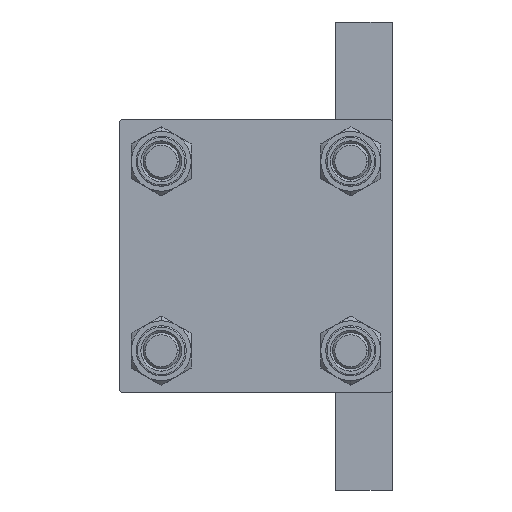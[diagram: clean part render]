
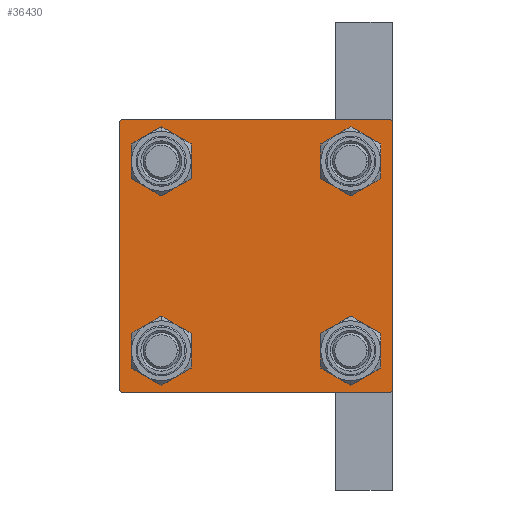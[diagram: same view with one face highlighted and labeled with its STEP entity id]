
A CAD part, left-side view. The second image highlights one B-rep face of the part: STEP entity #36430.
In plain terms, the highlighted planar face has unit normal (-1, 0, 0).
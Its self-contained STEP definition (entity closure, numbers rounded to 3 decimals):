
#531 = CIRCLE ( 'NONE', #43743, 4.5 ) ;
#736 = AXIS2_PLACEMENT_3D ( 'NONE', #43378, #20750, #13619 ) ;
#1649 = DIRECTION ( 'NONE',  ( 0., 0., 1. ) ) ;
#2278 = DIRECTION ( 'NONE',  ( 0., 0., 1. ) ) ;
#2300 = DIRECTION ( 'NONE',  ( 0., 0., 1. ) ) ;
#2774 = DIRECTION ( 'NONE',  ( -1., 0., 0. ) ) ;
#3261 = FACE_BOUND ( 'NONE', #31900, .T. ) ;
#3295 = CARTESIAN_POINT ( 'NONE',  ( 0., -30., -29.5 ) ) ;
#3448 = LINE ( 'NONE', #12045, #3574 ) ;
#3574 = VECTOR ( 'NONE', #38121, 1000. ) ;
#3983 = EDGE_CURVE ( 'NONE', #21111, #31933, #3448, .T. ) ;
#4045 = VECTOR ( 'NONE', #38923, 1000. ) ;
#4221 = CARTESIAN_POINT ( 'NONE',  ( 0., -29.75, -29.75 ) ) ;
#4283 = CARTESIAN_POINT ( 'NONE',  ( 0., -29.5, -30. ) ) ;
#4353 = DIRECTION ( 'NONE',  ( 0., 0., -1. ) ) ;
#4755 = VERTEX_POINT ( 'NONE', #38231 ) ;
#5089 = CARTESIAN_POINT ( 'NONE',  ( 0., 30., 30. ) ) ;
#5886 = CIRCLE ( 'NONE', #14524, 4.5 ) ;
#6389 = EDGE_CURVE ( 'NONE', #29951, #35949, #531, .T. ) ;
#6740 = ORIENTED_EDGE ( 'NONE', *, *, #6389, .T. ) ;
#7222 = CARTESIAN_POINT ( 'NONE',  ( 0., 29.5, -30. ) ) ;
#7360 = DIRECTION ( 'NONE',  ( 1., 0., 0. ) ) ;
#7788 = DIRECTION ( 'NONE',  ( 0., 0.707, 0.707 ) ) ;
#8615 = DIRECTION ( 'NONE',  ( 0., 0., 1. ) ) ;
#8932 = VECTOR ( 'NONE', #42396, 1000. ) ;
#9417 = CARTESIAN_POINT ( 'NONE',  ( 0., 30., -30. ) ) ;
#10601 = EDGE_CURVE ( 'NONE', #14703, #48230, #48601, .T. ) ;
#10810 = CARTESIAN_POINT ( 'NONE',  ( 0., 20.85, 25.35 ) ) ;
#11198 = VECTOR ( 'NONE', #4353, 1000. ) ;
#11301 = CARTESIAN_POINT ( 'NONE',  ( 0., -20.85, -20.85 ) ) ;
#11623 = VERTEX_POINT ( 'NONE', #43737 ) ;
#12045 = CARTESIAN_POINT ( 'NONE',  ( 0., -30., 30. ) ) ;
#12052 = DIRECTION ( 'NONE',  ( 1., 0., 0. ) ) ;
#12237 = EDGE_CURVE ( 'NONE', #37693, #38732, #27446, .T. ) ;
#12457 = AXIS2_PLACEMENT_3D ( 'NONE', #11301, #26303, #41309 ) ;
#12959 = VECTOR ( 'NONE', #22674, 1000. ) ;
#13067 = LINE ( 'NONE', #13548, #44206 ) ;
#13548 = CARTESIAN_POINT ( 'NONE',  ( 0., 29.75, 29.75 ) ) ;
#13619 = DIRECTION ( 'NONE',  ( 0., 0., 1. ) ) ;
#14322 = FACE_OUTER_BOUND ( 'NONE', #14935, .T. ) ;
#14524 = AXIS2_PLACEMENT_3D ( 'NONE', #17928, #44491, #22595 ) ;
#14703 = VERTEX_POINT ( 'NONE', #34224 ) ;
#14724 = DIRECTION ( 'NONE',  ( 0., 0., 1. ) ) ;
#14935 = EDGE_LOOP ( 'NONE', ( #17937, #19544, #25306, #26462, #47084, #33894, #40292, #30808 ) ) ;
#15275 = CIRCLE ( 'NONE', #30197, 4.5 ) ;
#16297 = ORIENTED_EDGE ( 'NONE', *, *, #28501, .T. ) ;
#16397 = DIRECTION ( 'NONE',  ( 1., 0., 0. ) ) ;
#17928 = CARTESIAN_POINT ( 'NONE',  ( 0., 20.85, -20.85 ) ) ;
#17937 = ORIENTED_EDGE ( 'NONE', *, *, #33519, .T. ) ;
#18650 = ORIENTED_EDGE ( 'NONE', *, *, #12237, .T. ) ;
#18682 = CARTESIAN_POINT ( 'NONE',  ( 0., -30., 29.5 ) ) ;
#18756 = CARTESIAN_POINT ( 'NONE',  ( 0., 30., -29.5 ) ) ;
#19122 = LINE ( 'NONE', #5089, #42091 ) ;
#19343 = CARTESIAN_POINT ( 'NONE',  ( 0., 20.85, 20.85 ) ) ;
#19544 = ORIENTED_EDGE ( 'NONE', *, *, #31318, .T. ) ;
#19928 = ORIENTED_EDGE ( 'NONE', *, *, #42992, .T. ) ;
#20080 = DIRECTION ( 'NONE',  ( 0., -1., 0. ) ) ;
#20422 = ORIENTED_EDGE ( 'NONE', *, *, #46614, .T. ) ;
#20454 = EDGE_CURVE ( 'NONE', #21111, #33589, #36818, .T. ) ;
#20613 = EDGE_CURVE ( 'NONE', #11623, #36798, #15275, .T. ) ;
#20750 = DIRECTION ( 'NONE',  ( 1., 0., 0. ) ) ;
#20830 = EDGE_CURVE ( 'NONE', #35454, #31933, #41120, .T. ) ;
#21111 = VERTEX_POINT ( 'NONE', #18682 ) ;
#21194 = EDGE_LOOP ( 'NONE', ( #47195, #20422 ) ) ;
#22595 = DIRECTION ( 'NONE',  ( 0., 0., 1. ) ) ;
#22674 = DIRECTION ( 'NONE',  ( 0., -0.707, 0.707 ) ) ;
#22839 = AXIS2_PLACEMENT_3D ( 'NONE', #33422, #7360, #14724 ) ;
#23137 = CARTESIAN_POINT ( 'NONE',  ( 0., 20.85, -16.35 ) ) ;
#23287 = CARTESIAN_POINT ( 'NONE',  ( 0., 30., 30. ) ) ;
#24851 = DIRECTION ( 'NONE',  ( 0., 0.707, -0.707 ) ) ;
#25287 = CARTESIAN_POINT ( 'NONE',  ( 0., -20.85, 16.35 ) ) ;
#25306 = ORIENTED_EDGE ( 'NONE', *, *, #35548, .T. ) ;
#25618 = AXIS2_PLACEMENT_3D ( 'NONE', #46885, #16397, #1649 ) ;
#26303 = DIRECTION ( 'NONE',  ( 1., 0., 0. ) ) ;
#26462 = ORIENTED_EDGE ( 'NONE', *, *, #20830, .T. ) ;
#27446 = CIRCLE ( 'NONE', #736, 4.5 ) ;
#27478 = EDGE_LOOP ( 'NONE', ( #19928, #18650 ) ) ;
#27699 = CIRCLE ( 'NONE', #29276, 4.5 ) ;
#27746 = CARTESIAN_POINT ( 'NONE',  ( 0., 20.85, -25.35 ) ) ;
#27853 = CARTESIAN_POINT ( 'NONE',  ( 0., 29.75, -29.75 ) ) ;
#28178 = VERTEX_POINT ( 'NONE', #44319 ) ;
#28501 = EDGE_CURVE ( 'NONE', #35949, #29951, #40911, .T. ) ;
#29276 = AXIS2_PLACEMENT_3D ( 'NONE', #39915, #32542, #2300 ) ;
#29326 = CARTESIAN_POINT ( 'NONE',  ( 0., 0., 0. ) ) ;
#29951 = VERTEX_POINT ( 'NONE', #25287 ) ;
#30197 = AXIS2_PLACEMENT_3D ( 'NONE', #19343, #30655, #2278 ) ;
#30434 = EDGE_LOOP ( 'NONE', ( #16297, #6740 ) ) ;
#30655 = DIRECTION ( 'NONE',  ( 1., 0., 0. ) ) ;
#30808 = ORIENTED_EDGE ( 'NONE', *, *, #34157, .T. ) ;
#31318 = EDGE_CURVE ( 'NONE', #44847, #42425, #35963, .T. ) ;
#31900 = EDGE_LOOP ( 'NONE', ( #45868, #35588 ) ) ;
#31933 = VERTEX_POINT ( 'NONE', #3295 ) ;
#32542 = DIRECTION ( 'NONE',  ( 1., 0., 0. ) ) ;
#32778 = DIRECTION ( 'NONE',  ( 0., 0., 1. ) ) ;
#33422 = CARTESIAN_POINT ( 'NONE',  ( 0., -20.85, 20.85 ) ) ;
#33519 = EDGE_CURVE ( 'NONE', #28178, #44847, #35326, .T. ) ;
#33589 = VERTEX_POINT ( 'NONE', #38768 ) ;
#33894 = ORIENTED_EDGE ( 'NONE', *, *, #20454, .T. ) ;
#34157 = EDGE_CURVE ( 'NONE', #4755, #28178, #13067, .T. ) ;
#34224 = CARTESIAN_POINT ( 'NONE',  ( 0., -20.85, -16.35 ) ) ;
#34790 = EDGE_CURVE ( 'NONE', #36798, #11623, #27699, .T. ) ;
#35326 = LINE ( 'NONE', #23287, #11198 ) ;
#35454 = VERTEX_POINT ( 'NONE', #4283 ) ;
#35548 = EDGE_CURVE ( 'NONE', #42425, #35454, #46086, .T. ) ;
#35588 = ORIENTED_EDGE ( 'NONE', *, *, #20613, .T. ) ;
#35630 = AXIS2_PLACEMENT_3D ( 'NONE', #29326, #2774, #32778 ) ;
#35949 = VERTEX_POINT ( 'NONE', #37863 ) ;
#35963 = LINE ( 'NONE', #27853, #4045 ) ;
#36430 = ADVANCED_FACE ( 'NONE', ( #47546, #40642, #36956, #3261, #14322 ), #43850, .T. ) ;
#36798 = VERTEX_POINT ( 'NONE', #10810 ) ;
#36818 = LINE ( 'NONE', #48632, #42606 ) ;
#36956 = FACE_BOUND ( 'NONE', #27478, .T. ) ;
#37641 = CARTESIAN_POINT ( 'NONE',  ( 0., -20.85, -25.35 ) ) ;
#37693 = VERTEX_POINT ( 'NONE', #27746 ) ;
#37863 = CARTESIAN_POINT ( 'NONE',  ( 0., -20.85, 25.35 ) ) ;
#38121 = DIRECTION ( 'NONE',  ( 0., 0., -1. ) ) ;
#38231 = CARTESIAN_POINT ( 'NONE',  ( 0., 29.5, 30. ) ) ;
#38732 = VERTEX_POINT ( 'NONE', #23137 ) ;
#38768 = CARTESIAN_POINT ( 'NONE',  ( 0., -29.5, 30. ) ) ;
#38923 = DIRECTION ( 'NONE',  ( 0., -0.707, -0.707 ) ) ;
#39915 = CARTESIAN_POINT ( 'NONE',  ( 0., 20.85, 20.85 ) ) ;
#40292 = ORIENTED_EDGE ( 'NONE', *, *, #46568, .F. ) ;
#40642 = FACE_BOUND ( 'NONE', #21194, .T. ) ;
#40911 = CIRCLE ( 'NONE', #22839, 4.5 ) ;
#41120 = LINE ( 'NONE', #4221, #12959 ) ;
#41309 = DIRECTION ( 'NONE',  ( 0., 0., 1. ) ) ;
#41358 = CIRCLE ( 'NONE', #25618, 4.5 ) ;
#42091 = VECTOR ( 'NONE', #20080, 1000. ) ;
#42396 = DIRECTION ( 'NONE',  ( 0., -1., 0. ) ) ;
#42425 = VERTEX_POINT ( 'NONE', #7222 ) ;
#42553 = CARTESIAN_POINT ( 'NONE',  ( 0., -20.85, 20.85 ) ) ;
#42606 = VECTOR ( 'NONE', #7788, 1000. ) ;
#42992 = EDGE_CURVE ( 'NONE', #38732, #37693, #5886, .T. ) ;
#43378 = CARTESIAN_POINT ( 'NONE',  ( 0., 20.85, -20.85 ) ) ;
#43737 = CARTESIAN_POINT ( 'NONE',  ( 0., 20.85, 16.35 ) ) ;
#43743 = AXIS2_PLACEMENT_3D ( 'NONE', #42553, #12052, #8615 ) ;
#43850 = PLANE ( 'NONE',  #35630 ) ;
#44206 = VECTOR ( 'NONE', #24851, 1000. ) ;
#44319 = CARTESIAN_POINT ( 'NONE',  ( 0., 30., 29.5 ) ) ;
#44491 = DIRECTION ( 'NONE',  ( 1., 0., 0. ) ) ;
#44847 = VERTEX_POINT ( 'NONE', #18756 ) ;
#45868 = ORIENTED_EDGE ( 'NONE', *, *, #34790, .T. ) ;
#46086 = LINE ( 'NONE', #9417, #8932 ) ;
#46568 = EDGE_CURVE ( 'NONE', #4755, #33589, #19122, .T. ) ;
#46614 = EDGE_CURVE ( 'NONE', #48230, #14703, #41358, .T. ) ;
#46885 = CARTESIAN_POINT ( 'NONE',  ( 0., -20.85, -20.85 ) ) ;
#47084 = ORIENTED_EDGE ( 'NONE', *, *, #3983, .F. ) ;
#47195 = ORIENTED_EDGE ( 'NONE', *, *, #10601, .T. ) ;
#47546 = FACE_BOUND ( 'NONE', #30434, .T. ) ;
#48230 = VERTEX_POINT ( 'NONE', #37641 ) ;
#48601 = CIRCLE ( 'NONE', #12457, 4.5 ) ;
#48632 = CARTESIAN_POINT ( 'NONE',  ( 0., -29.75, 29.75 ) ) ;
